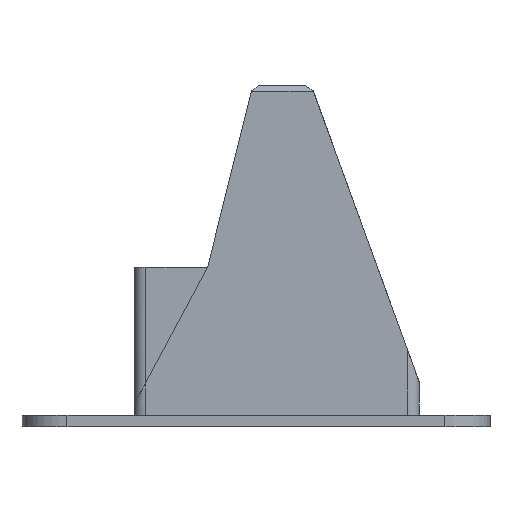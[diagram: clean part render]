
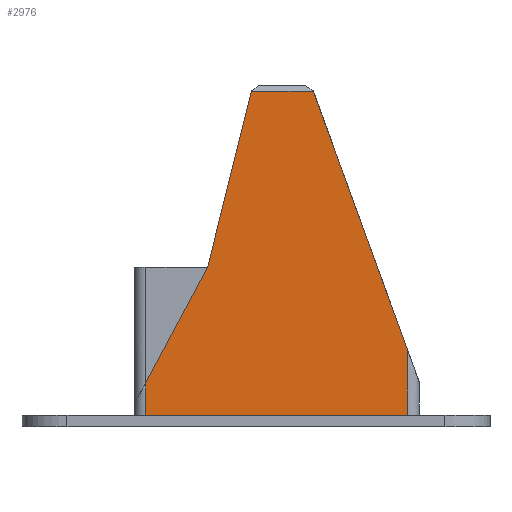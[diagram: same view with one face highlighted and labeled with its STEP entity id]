
A CAD part, left-side view. The second image highlights one B-rep face of the part: STEP entity #2976.
In plain terms, the highlighted planar face has unit normal (-1, 0, 0).
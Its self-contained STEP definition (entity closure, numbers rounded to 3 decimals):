
#100 = PLANE('',#101);
#101 = AXIS2_PLACEMENT_3D('',#102,#103,#104);
#102 = CARTESIAN_POINT('',(-12.8,-9.702,17.156));
#103 = DIRECTION('',(0.,-0.94,0.342)
  );
#104 = DIRECTION('',(0.,-0.342,-0.94));
#941 = EDGE_CURVE('',#942,#944,#946,.T.);
#942 = VERTEX_POINT('',#943);
#943 = CARTESIAN_POINT('',(-25.6,-13.491,6.747));
#944 = VERTEX_POINT('',#945);
#945 = CARTESIAN_POINT('',(-25.6,-5.096,29.811));
#946 = SURFACE_CURVE('',#947,(#951,#958),.PCURVE_S1.);
#947 = LINE('',#948,#949);
#948 = CARTESIAN_POINT('',(-25.6,-14.491,4.));
#949 = VECTOR('',#950,1.);
#950 = DIRECTION('',(0.,0.342,0.94)
  );
#951 = PCURVE('',#100,#952);
#952 = DEFINITIONAL_REPRESENTATION('',(#953),#957);
#953 = LINE('',#954,#955);
#954 = CARTESIAN_POINT('',(14.,-12.8));
#955 = VECTOR('',#956,1.);
#956 = DIRECTION('',(-1.,0.));
#957 = ( GEOMETRIC_REPRESENTATION_CONTEXT(2) 
PARAMETRIC_REPRESENTATION_CONTEXT() REPRESENTATION_CONTEXT('2D SPACE',''
  ) );
#958 = PCURVE('',#959,#964);
#959 = PLANE('',#960);
#960 = AXIS2_PLACEMENT_3D('',#961,#962,#963);
#961 = CARTESIAN_POINT('',(-25.6,-2.365,11.898));
#962 = DIRECTION('',(1.,0.,0.));
#963 = DIRECTION('',(0.,1.,0.));
#964 = DEFINITIONAL_REPRESENTATION('',(#965),#969);
#965 = LINE('',#966,#967);
#966 = CARTESIAN_POINT('',(-12.125,-7.898));
#967 = VECTOR('',#968,1.);
#968 = DIRECTION('',(0.342,0.94));
#969 = ( GEOMETRIC_REPRESENTATION_CONTEXT(2) 
PARAMETRIC_REPRESENTATION_CONTEXT() REPRESENTATION_CONTEXT('2D SPACE',''
  ) );
#988 = CYLINDRICAL_SURFACE('',#989,1.);
#989 = AXIS2_PLACEMENT_3D('',#990,#991,#992);
#990 = CARTESIAN_POINT('',(-24.6,-13.491,1.));
#991 = DIRECTION('',(0.,0.,1.));
#992 = DIRECTION('',(-1.,0.,0.));
#1130 = PLANE('',#1131);
#1131 = AXIS2_PLACEMENT_3D('',#1132,#1133,#1134);
#1132 = CARTESIAN_POINT('',(-25.35,-4.914,30.061));
#1133 = DIRECTION('',(0.707,0.,-0.707));
#1134 = DIRECTION('',(0.,-1.,0.));
#2976 = ADVANCED_FACE('',(#2977),#959,.F.);
#2977 = FACE_BOUND('',#2978,.F.);
#2978 = EDGE_LOOP('',(#2979,#2980,#3003,#3031,#3059,#3087,#3115));
#2979 = ORIENTED_EDGE('',*,*,#941,.F.);
#2980 = ORIENTED_EDGE('',*,*,#2981,.F.);
#2981 = EDGE_CURVE('',#2982,#942,#2984,.T.);
#2982 = VERTEX_POINT('',#2983);
#2983 = CARTESIAN_POINT('',(-25.6,-13.491,1.));
#2984 = SURFACE_CURVE('',#2985,(#2989,#2996),.PCURVE_S1.);
#2985 = LINE('',#2986,#2987);
#2986 = CARTESIAN_POINT('',(-25.6,-13.491,1.));
#2987 = VECTOR('',#2988,1.);
#2988 = DIRECTION('',(0.,0.,1.));
#2989 = PCURVE('',#959,#2990);
#2990 = DEFINITIONAL_REPRESENTATION('',(#2991),#2995);
#2991 = LINE('',#2992,#2993);
#2992 = CARTESIAN_POINT('',(-11.125,-10.898));
#2993 = VECTOR('',#2994,1.);
#2994 = DIRECTION('',(0.,1.));
#2995 = ( GEOMETRIC_REPRESENTATION_CONTEXT(2) 
PARAMETRIC_REPRESENTATION_CONTEXT() REPRESENTATION_CONTEXT('2D SPACE',''
  ) );
#2996 = PCURVE('',#988,#2997);
#2997 = DEFINITIONAL_REPRESENTATION('',(#2998),#3002);
#2998 = LINE('',#2999,#3000);
#2999 = CARTESIAN_POINT('',(0.,0.));
#3000 = VECTOR('',#3001,1.);
#3001 = DIRECTION('',(0.,1.));
#3002 = ( GEOMETRIC_REPRESENTATION_CONTEXT(2) 
PARAMETRIC_REPRESENTATION_CONTEXT() REPRESENTATION_CONTEXT('2D SPACE',''
  ) );
#3003 = ORIENTED_EDGE('',*,*,#3004,.F.);
#3004 = EDGE_CURVE('',#3005,#2982,#3007,.T.);
#3005 = VERTEX_POINT('',#3006);
#3006 = CARTESIAN_POINT('',(-25.6,9.8,1.));
#3007 = SURFACE_CURVE('',#3008,(#3012,#3019),.PCURVE_S1.);
#3008 = LINE('',#3009,#3010);
#3009 = CARTESIAN_POINT('',(-25.6,-1.183,1.));
#3010 = VECTOR('',#3011,1.);
#3011 = DIRECTION('',(0.,-1.,0.));
#3012 = PCURVE('',#959,#3013);
#3013 = DEFINITIONAL_REPRESENTATION('',(#3014),#3018);
#3014 = LINE('',#3015,#3016);
#3015 = CARTESIAN_POINT('',(1.183,-10.898));
#3016 = VECTOR('',#3017,1.);
#3017 = DIRECTION('',(-1.,0.));
#3018 = ( GEOMETRIC_REPRESENTATION_CONTEXT(2) 
PARAMETRIC_REPRESENTATION_CONTEXT() REPRESENTATION_CONTEXT('2D SPACE',''
  ) );
#3019 = PCURVE('',#3020,#3025);
#3020 = PLANE('',#3021);
#3021 = AXIS2_PLACEMENT_3D('',#3022,#3023,#3024);
#3022 = CARTESIAN_POINT('',(2.2,0.,1.));
#3023 = DIRECTION('',(0.,0.,1.));
#3024 = DIRECTION('',(1.,0.,0.));
#3025 = DEFINITIONAL_REPRESENTATION('',(#3026),#3030);
#3026 = LINE('',#3027,#3028);
#3027 = CARTESIAN_POINT('',(-27.8,-1.183));
#3028 = VECTOR('',#3029,1.);
#3029 = DIRECTION('',(0.,-1.));
#3030 = ( GEOMETRIC_REPRESENTATION_CONTEXT(2) 
PARAMETRIC_REPRESENTATION_CONTEXT() REPRESENTATION_CONTEXT('2D SPACE',''
  ) );
#3031 = ORIENTED_EDGE('',*,*,#3032,.F.);
#3032 = EDGE_CURVE('',#3033,#3005,#3035,.T.);
#3033 = VERTEX_POINT('',#3034);
#3034 = CARTESIAN_POINT('',(-25.6,9.8,3.871));
#3035 = SURFACE_CURVE('',#3036,(#3040,#3047),.PCURVE_S1.);
#3036 = LINE('',#3037,#3038);
#3037 = CARTESIAN_POINT('',(-25.6,9.8,2.));
#3038 = VECTOR('',#3039,1.);
#3039 = DIRECTION('',(0.,0.,-1.));
#3040 = PCURVE('',#959,#3041);
#3041 = DEFINITIONAL_REPRESENTATION('',(#3042),#3046);
#3042 = LINE('',#3043,#3044);
#3043 = CARTESIAN_POINT('',(12.165,-9.898));
#3044 = VECTOR('',#3045,1.);
#3045 = DIRECTION('',(0.,-1.));
#3046 = ( GEOMETRIC_REPRESENTATION_CONTEXT(2) 
PARAMETRIC_REPRESENTATION_CONTEXT() REPRESENTATION_CONTEXT('2D SPACE',''
  ) );
#3047 = PCURVE('',#3048,#3053);
#3048 = CYLINDRICAL_SURFACE('',#3049,1.);
#3049 = AXIS2_PLACEMENT_3D('',#3050,#3051,#3052);
#3050 = CARTESIAN_POINT('',(-24.6,9.8,2.));
#3051 = DIRECTION('',(0.,0.,-1.));
#3052 = DIRECTION('',(0.,1.,0.));
#3053 = DEFINITIONAL_REPRESENTATION('',(#3054),#3058);
#3054 = LINE('',#3055,#3056);
#3055 = CARTESIAN_POINT('',(-1.571,0.));
#3056 = VECTOR('',#3057,1.);
#3057 = DIRECTION('',(-0.,1.));
#3058 = ( GEOMETRIC_REPRESENTATION_CONTEXT(2) 
PARAMETRIC_REPRESENTATION_CONTEXT() REPRESENTATION_CONTEXT('2D SPACE',''
  ) );
#3059 = ORIENTED_EDGE('',*,*,#3060,.F.);
#3060 = EDGE_CURVE('',#3061,#3033,#3063,.T.);
#3061 = VERTEX_POINT('',#3062);
#3062 = CARTESIAN_POINT('',(-25.6,4.31,14.14));
#3063 = SURFACE_CURVE('',#3064,(#3068,#3075),.PCURVE_S1.);
#3064 = LINE('',#3065,#3066);
#3065 = CARTESIAN_POINT('',(-25.6,4.31,14.14));
#3066 = VECTOR('',#3067,1.);
#3067 = DIRECTION('',(0.,0.471,-0.882)
  );
#3068 = PCURVE('',#959,#3069);
#3069 = DEFINITIONAL_REPRESENTATION('',(#3070),#3074);
#3070 = LINE('',#3071,#3072);
#3071 = CARTESIAN_POINT('',(6.676,2.243));
#3072 = VECTOR('',#3073,1.);
#3073 = DIRECTION('',(0.471,-0.882));
#3074 = ( GEOMETRIC_REPRESENTATION_CONTEXT(2) 
PARAMETRIC_REPRESENTATION_CONTEXT() REPRESENTATION_CONTEXT('2D SPACE',''
  ) );
#3075 = PCURVE('',#3076,#3081);
#3076 = PLANE('',#3077);
#3077 = AXIS2_PLACEMENT_3D('',#3078,#3079,#3080);
#3078 = CARTESIAN_POINT('',(-23.3,4.31,14.14));
#3079 = DIRECTION('',(0.,-0.882,
    -0.471));
#3080 = DIRECTION('',(0.,0.471,-0.882)
  );
#3081 = DEFINITIONAL_REPRESENTATION('',(#3082),#3086);
#3082 = LINE('',#3083,#3084);
#3083 = CARTESIAN_POINT('',(0.,-2.3));
#3084 = VECTOR('',#3085,1.);
#3085 = DIRECTION('',(1.,0.));
#3086 = ( GEOMETRIC_REPRESENTATION_CONTEXT(2) 
PARAMETRIC_REPRESENTATION_CONTEXT() REPRESENTATION_CONTEXT('2D SPACE',''
  ) );
#3087 = ORIENTED_EDGE('',*,*,#3088,.F.);
#3088 = EDGE_CURVE('',#3089,#3061,#3091,.T.);
#3089 = VERTEX_POINT('',#3090);
#3090 = CARTESIAN_POINT('',(-25.6,0.403,29.811));
#3091 = SURFACE_CURVE('',#3092,(#3096,#3103),.PCURVE_S1.);
#3092 = LINE('',#3093,#3094);
#3093 = CARTESIAN_POINT('',(-25.6,0.278,30.311));
#3094 = VECTOR('',#3095,1.);
#3095 = DIRECTION('',(0.,0.242,-0.97)
  );
#3096 = PCURVE('',#959,#3097);
#3097 = DEFINITIONAL_REPRESENTATION('',(#3098),#3102);
#3098 = LINE('',#3099,#3100);
#3099 = CARTESIAN_POINT('',(2.644,18.414));
#3100 = VECTOR('',#3101,1.);
#3101 = DIRECTION('',(0.242,-0.97));
#3102 = ( GEOMETRIC_REPRESENTATION_CONTEXT(2) 
PARAMETRIC_REPRESENTATION_CONTEXT() REPRESENTATION_CONTEXT('2D SPACE',''
  ) );
#3103 = PCURVE('',#3104,#3109);
#3104 = PLANE('',#3105);
#3105 = AXIS2_PLACEMENT_3D('',#3106,#3107,#3108);
#3106 = CARTESIAN_POINT('',(-23.3,0.278,30.311));
#3107 = DIRECTION('',(0.,-0.97,
    -0.242));
#3108 = DIRECTION('',(0.,0.242,-0.97)
  );
#3109 = DEFINITIONAL_REPRESENTATION('',(#3110),#3114);
#3110 = LINE('',#3111,#3112);
#3111 = CARTESIAN_POINT('',(0.,-2.3));
#3112 = VECTOR('',#3113,1.);
#3113 = DIRECTION('',(1.,0.));
#3114 = ( GEOMETRIC_REPRESENTATION_CONTEXT(2) 
PARAMETRIC_REPRESENTATION_CONTEXT() REPRESENTATION_CONTEXT('2D SPACE',''
  ) );
#3115 = ORIENTED_EDGE('',*,*,#3116,.F.);
#3116 = EDGE_CURVE('',#944,#3089,#3117,.T.);
#3117 = SURFACE_CURVE('',#3118,(#3122,#3129),.PCURVE_S1.);
#3118 = LINE('',#3119,#3120);
#3119 = CARTESIAN_POINT('',(-25.6,-4.914,29.811));
#3120 = VECTOR('',#3121,1.);
#3121 = DIRECTION('',(0.,1.,0.));
#3122 = PCURVE('',#959,#3123);
#3123 = DEFINITIONAL_REPRESENTATION('',(#3124),#3128);
#3124 = LINE('',#3125,#3126);
#3125 = CARTESIAN_POINT('',(-2.549,17.914));
#3126 = VECTOR('',#3127,1.);
#3127 = DIRECTION('',(1.,0.));
#3128 = ( GEOMETRIC_REPRESENTATION_CONTEXT(2) 
PARAMETRIC_REPRESENTATION_CONTEXT() REPRESENTATION_CONTEXT('2D SPACE',''
  ) );
#3129 = PCURVE('',#1130,#3130);
#3130 = DEFINITIONAL_REPRESENTATION('',(#3131),#3135);
#3131 = LINE('',#3132,#3133);
#3132 = CARTESIAN_POINT('',(0.,0.354));
#3133 = VECTOR('',#3134,1.);
#3134 = DIRECTION('',(-1.,0.));
#3135 = ( GEOMETRIC_REPRESENTATION_CONTEXT(2) 
PARAMETRIC_REPRESENTATION_CONTEXT() REPRESENTATION_CONTEXT('2D SPACE',''
  ) );
